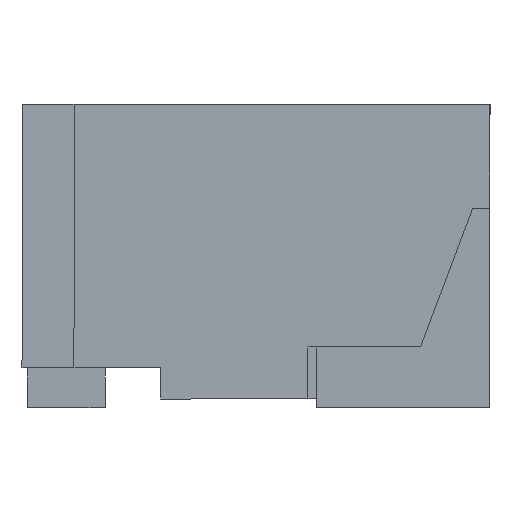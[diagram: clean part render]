
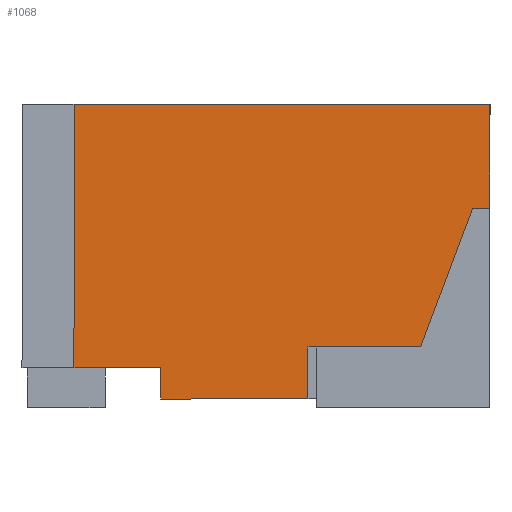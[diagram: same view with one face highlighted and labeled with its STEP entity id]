
A CAD part, left-side view. The second image highlights one B-rep face of the part: STEP entity #1068.
In plain terms, the highlighted planar face has unit normal (-1, 0, 0).
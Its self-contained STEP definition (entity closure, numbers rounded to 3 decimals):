
#25 = LINE ( 'NONE', #373, #1118 ) ;
#74 = FACE_OUTER_BOUND ( 'NONE', #1509, .T. ) ;
#83 = EDGE_CURVE ( 'NONE', #920, #1591, #25, .T. ) ;
#90 = CARTESIAN_POINT ( 'NONE',  ( -4.3, -1.3, 1.75 ) ) ;
#158 = CARTESIAN_POINT ( 'NONE',  ( -4.3, -0.25, 0.35 ) ) ;
#239 = CARTESIAN_POINT ( 'NONE',  ( -4.3, -1.3, 1.75 ) ) ;
#305 = EDGE_CURVE ( 'NONE', #1997, #606, #1219, .T. ) ;
#320 = LINE ( 'NONE', #1250, #1430 ) ;
#323 = LINE ( 'NONE', #689, #1235 ) ;
#355 = EDGE_CURVE ( 'NONE', #1222, #1205, #323, .T. ) ;
#373 = CARTESIAN_POINT ( 'NONE',  ( -4.3, 1.1, 1.75 ) ) ;
#477 = VERTEX_POINT ( 'NONE', #1864 ) ;
#486 = VECTOR ( 'NONE', #1883, 1000. ) ;
#491 = LINE ( 'NONE', #2187, #1604 ) ;
#512 = VERTEX_POINT ( 'NONE', #918 ) ;
#537 = VECTOR ( 'NONE', #1392, 1000. ) ;
#541 = DIRECTION ( 'NONE',  ( 0., 0., -1. ) ) ;
#558 = CARTESIAN_POINT ( 'NONE',  ( -4.3, -0.9, 0.35 ) ) ;
#599 = EDGE_CURVE ( 'NONE', #1591, #1997, #916, .T. ) ;
#606 = VERTEX_POINT ( 'NONE', #1914 ) ;
#633 = EDGE_CURVE ( 'NONE', #512, #1222, #1108, .T. ) ;
#658 = CARTESIAN_POINT ( 'NONE',  ( -4.3, -1.3, 1.75 ) ) ;
#689 = CARTESIAN_POINT ( 'NONE',  ( -4.3, -0.9, 0.35 ) ) ;
#759 = LINE ( 'NONE', #1117, #1880 ) ;
#798 = ORIENTED_EDGE ( 'NONE', *, *, #2288, .F. ) ;
#852 = ORIENTED_EDGE ( 'NONE', *, *, #1209, .F. ) ;
#885 = EDGE_CURVE ( 'NONE', #606, #512, #491, .T. ) ;
#916 = LINE ( 'NONE', #1494, #1303 ) ;
#918 = CARTESIAN_POINT ( 'NONE',  ( -4.3, -1.2, 1.15 ) ) ;
#920 = VERTEX_POINT ( 'NONE', #1662 ) ;
#930 = DIRECTION ( 'NONE',  ( 0., -1., 0. ) ) ;
#973 = VERTEX_POINT ( 'NONE', #1102 ) ;
#974 = EDGE_CURVE ( 'NONE', #973, #1113, #1080, .T. ) ;
#1013 = ORIENTED_EDGE ( 'NONE', *, *, #83, .F. ) ;
#1065 = EDGE_CURVE ( 'NONE', #477, #920, #1432, .T. ) ;
#1068 = ADVANCED_FACE ( 'NONE', ( #74 ), #2190, .T. ) ;
#1080 = LINE ( 'NONE', #2444, #486 ) ;
#1102 = CARTESIAN_POINT ( 'NONE',  ( -4.3, -0.25, 0.05 ) ) ;
#1108 = LINE ( 'NONE', #1696, #2031 ) ;
#1113 = VERTEX_POINT ( 'NONE', #1421 ) ;
#1117 = CARTESIAN_POINT ( 'NONE',  ( -4.3, 0.6, 0.05 ) ) ;
#1118 = VECTOR ( 'NONE', #1178, 1000. ) ;
#1178 = DIRECTION ( 'NONE',  ( 0., 0., 1. ) ) ;
#1191 = CARTESIAN_POINT ( 'NONE',  ( -4.3, 0.6, 0.23 ) ) ;
#1205 = VERTEX_POINT ( 'NONE', #158 ) ;
#1206 = DIRECTION ( 'NONE',  ( -1., 0., 0. ) ) ;
#1209 = EDGE_CURVE ( 'NONE', #1205, #973, #320, .T. ) ;
#1219 = LINE ( 'NONE', #658, #537 ) ;
#1222 = VERTEX_POINT ( 'NONE', #558 ) ;
#1235 = VECTOR ( 'NONE', #1289, 1000. ) ;
#1250 = CARTESIAN_POINT ( 'NONE',  ( -4.3, -0.25, 0.35 ) ) ;
#1289 = DIRECTION ( 'NONE',  ( 0., 1., 0. ) ) ;
#1303 = VECTOR ( 'NONE', #930, 1000. ) ;
#1378 = DIRECTION ( 'NONE',  ( 0., 1., 0. ) ) ;
#1382 = ORIENTED_EDGE ( 'NONE', *, *, #885, .F. ) ;
#1392 = DIRECTION ( 'NONE',  ( 0., 0., -1. ) ) ;
#1421 = CARTESIAN_POINT ( 'NONE',  ( -4.3, 0.6, 0.05 ) ) ;
#1430 = VECTOR ( 'NONE', #541, 1000. ) ;
#1432 = LINE ( 'NONE', #1191, #1700 ) ;
#1475 = ORIENTED_EDGE ( 'NONE', *, *, #1065, .F. ) ;
#1494 = CARTESIAN_POINT ( 'NONE',  ( -4.3, 1.4, 1.75 ) ) ;
#1509 = EDGE_LOOP ( 'NONE', ( #852, #2077, #2316, #1382, #1982, #1627, #1013, #1475, #798, #2180 ) ) ;
#1525 = CARTESIAN_POINT ( 'NONE',  ( -4.3, 1.1, 1.75 ) ) ;
#1591 = VERTEX_POINT ( 'NONE', #1525 ) ;
#1604 = VECTOR ( 'NONE', #2420, 1000. ) ;
#1627 = ORIENTED_EDGE ( 'NONE', *, *, #599, .F. ) ;
#1662 = CARTESIAN_POINT ( 'NONE',  ( -4.3, 1.1, 0.23 ) ) ;
#1696 = CARTESIAN_POINT ( 'NONE',  ( -4.3, -1.2, 1.15 ) ) ;
#1700 = VECTOR ( 'NONE', #1378, 1000. ) ;
#1749 = AXIS2_PLACEMENT_3D ( 'NONE', #239, #1206, #2358 ) ;
#1864 = CARTESIAN_POINT ( 'NONE',  ( -4.3, 0.6, 0.23 ) ) ;
#1880 = VECTOR ( 'NONE', #1897, 1000. ) ;
#1883 = DIRECTION ( 'NONE',  ( 0., 1., 0. ) ) ;
#1897 = DIRECTION ( 'NONE',  ( 0., 0., 1. ) ) ;
#1914 = CARTESIAN_POINT ( 'NONE',  ( -4.3, -1.3, 1.15 ) ) ;
#1982 = ORIENTED_EDGE ( 'NONE', *, *, #305, .F. ) ;
#1997 = VERTEX_POINT ( 'NONE', #90 ) ;
#2031 = VECTOR ( 'NONE', #2460, 1000. ) ;
#2077 = ORIENTED_EDGE ( 'NONE', *, *, #355, .F. ) ;
#2180 = ORIENTED_EDGE ( 'NONE', *, *, #974, .F. ) ;
#2187 = CARTESIAN_POINT ( 'NONE',  ( -4.3, -1.3, 1.15 ) ) ;
#2190 = PLANE ( 'NONE',  #1749 ) ;
#2288 = EDGE_CURVE ( 'NONE', #1113, #477, #759, .T. ) ;
#2316 = ORIENTED_EDGE ( 'NONE', *, *, #633, .F. ) ;
#2358 = DIRECTION ( 'NONE',  ( 0., 0., 1. ) ) ;
#2420 = DIRECTION ( 'NONE',  ( 0., 1., 0. ) ) ;
#2444 = CARTESIAN_POINT ( 'NONE',  ( -4.3, -1.3, 0.05 ) ) ;
#2460 = DIRECTION ( 'NONE',  ( 0., 0.351, -0.936 ) ) ;
